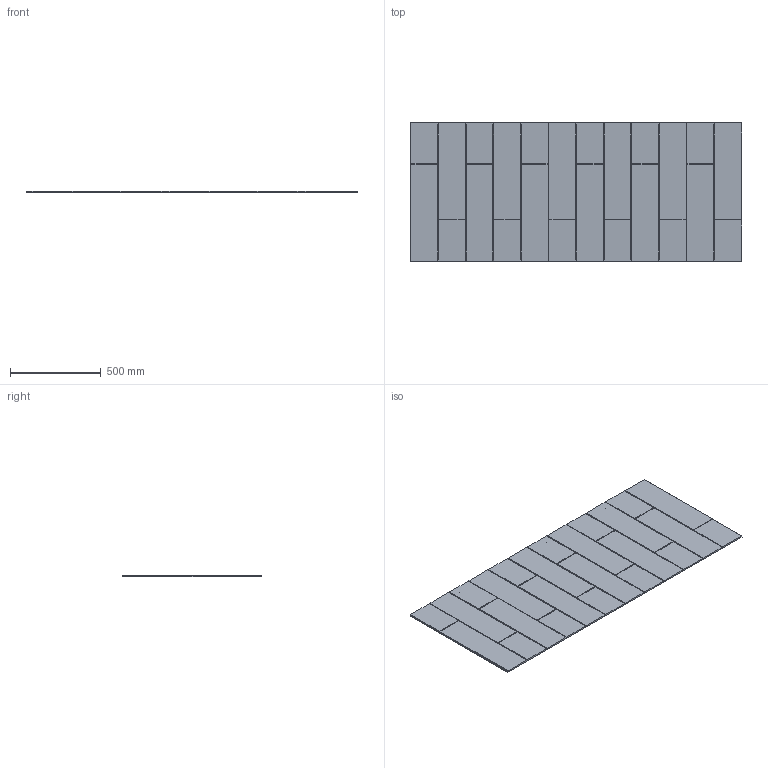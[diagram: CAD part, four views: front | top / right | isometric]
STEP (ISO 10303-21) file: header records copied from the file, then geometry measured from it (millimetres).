
FILE_DESCRIPTION (( 'STEP AP203' ), '1' );
FILE_NAME ('MSMK7230.STEP', '2021-10-26T13:48:33', ( '' ), ( '' ), 'SwSTEP 2.0', 'SolidWorks 2020', '' );
FILE_SCHEMA (( 'CONFIG_CONTROL_DESIGN' ));
Length unit declared in the file: inch
Products named in the file (1): MSMK7230
Bounding box: 1829.77 x 762 x 9.53 mm (x, y, z)
Volume: 13244402.1 mm3; surface area: 2843832.4 mm2
Topology: 1 solids, 1 shells, 371 faces, 971 edges, 611 vertices
Faces by surface type: cylinder 161, bspline 97, plane 88, torus 20, cone 4, sphere 1
Entity records: 22968 total; most frequent: CARTESIAN_POINT 14746, ORIENTED_EDGE 1940, DIRECTION 1299, EDGE_CURVE 970, VERTEX_POINT 611, AXIS2_PLACEMENT_3D 453, B_SPLINE_CURVE_WITH_KNOTS 399, VECTOR 393
